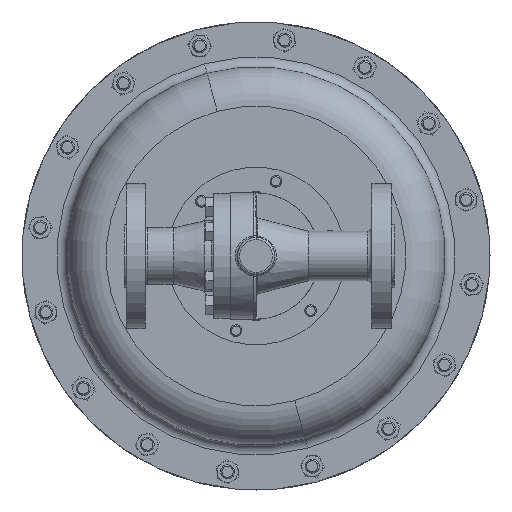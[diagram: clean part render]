
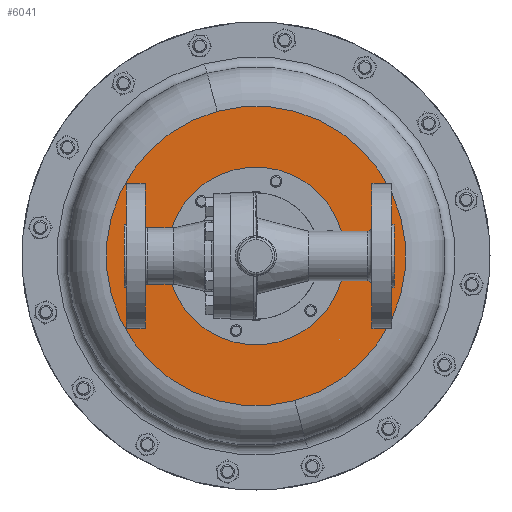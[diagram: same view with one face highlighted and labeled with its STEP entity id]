
A CAD part, front view. The second image highlights one B-rep face of the part: STEP entity #6041.
In plain terms, the highlighted planar face has unit normal (0, -1, 0).
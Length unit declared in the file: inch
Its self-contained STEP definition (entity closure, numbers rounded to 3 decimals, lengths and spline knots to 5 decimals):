
#292 = CARTESIAN_POINT ( 'NONE',  ( 0., 6.4725, 0. ) ) ;
#375 = VERTEX_POINT ( 'NONE', #13554 ) ;
#957 = ORIENTED_EDGE ( 'NONE', *, *, #14493, .F. ) ;
#1822 = AXIS2_PLACEMENT_3D ( 'NONE', #23121, #9634, #25439 ) ;
#2575 = DIRECTION ( 'NONE',  ( 0.259, 0., -0.966 ) ) ;
#3017 = CIRCLE ( 'NONE', #7175, 4. ) ;
#4311 = CARTESIAN_POINT ( 'NONE',  ( 1.03528, 6.4725, -3.8637 ) ) ;
#4879 = DIRECTION ( 'NONE',  ( 0., 1., 0. ) ) ;
#5326 = ORIENTED_EDGE ( 'NONE', *, *, #22082, .F. ) ;
#5627 = CIRCLE ( 'NONE', #21745, 2.375 ) ;
#6041 = ADVANCED_FACE ( 'NONE', ( #19888, #8594 ), #6225, .T. ) ;
#6225 = PLANE ( 'NONE',  #8139 ) ;
#7175 = AXIS2_PLACEMENT_3D ( 'NONE', #292, #16061, #2575 ) ;
#8139 = AXIS2_PLACEMENT_3D ( 'NONE', #26520, #8521, #24300 ) ;
#8521 = DIRECTION ( 'NONE',  ( 0., -1., 0. ) ) ;
#8594 = FACE_BOUND ( 'NONE', #10197, .T. ) ;
#9468 = CARTESIAN_POINT ( 'NONE',  ( 0., 6.4725, 0. ) ) ;
#9586 = EDGE_CURVE ( 'NONE', #24345, #375, #5627, .T. ) ;
#9634 = DIRECTION ( 'NONE',  ( 0., 1., 0. ) ) ;
#10197 = EDGE_LOOP ( 'NONE', ( #23984, #11763 ) ) ;
#11763 = ORIENTED_EDGE ( 'NONE', *, *, #9586, .T. ) ;
#11766 = DIRECTION ( 'NONE',  ( -0.707, 0., -0.707 ) ) ;
#13554 = CARTESIAN_POINT ( 'NONE',  ( 1.67938, 6.4725, 1.67938 ) ) ;
#14041 = AXIS2_PLACEMENT_3D ( 'NONE', #18396, #4879, #20639 ) ;
#14493 = EDGE_CURVE ( 'NONE', #23332, #18038, #3017, .T. ) ;
#16061 = DIRECTION ( 'NONE',  ( 0., 1., 0. ) ) ;
#18038 = VERTEX_POINT ( 'NONE', #4311 ) ;
#18396 = CARTESIAN_POINT ( 'NONE',  ( 0., 6.4725, 0. ) ) ;
#19712 = CARTESIAN_POINT ( 'NONE',  ( -1.03528, 6.4725, 3.8637 ) ) ;
#19888 = FACE_OUTER_BOUND ( 'NONE', #28592, .T. ) ;
#20639 = DIRECTION ( 'NONE',  ( -0.707, 0., -0.707 ) ) ;
#21313 = CIRCLE ( 'NONE', #14041, 2.375 ) ;
#21745 = AXIS2_PLACEMENT_3D ( 'NONE', #9468, #25287, #11766 ) ;
#22082 = EDGE_CURVE ( 'NONE', #18038, #23332, #24769, .T. ) ;
#23121 = CARTESIAN_POINT ( 'NONE',  ( 0., 6.4725, 0. ) ) ;
#23332 = VERTEX_POINT ( 'NONE', #19712 ) ;
#23984 = ORIENTED_EDGE ( 'NONE', *, *, #28346, .T. ) ;
#24300 = DIRECTION ( 'NONE',  ( -0.259, 0., 0.966 ) ) ;
#24345 = VERTEX_POINT ( 'NONE', #26578 ) ;
#24769 = CIRCLE ( 'NONE', #1822, 4. ) ;
#25287 = DIRECTION ( 'NONE',  ( 0., 1., 0. ) ) ;
#25439 = DIRECTION ( 'NONE',  ( 0.259, 0., -0.966 ) ) ;
#26520 = CARTESIAN_POINT ( 'NONE',  ( -3.8637, 6.4725, -1.03528 ) ) ;
#26578 = CARTESIAN_POINT ( 'NONE',  ( -1.67938, 6.4725, -1.67938 ) ) ;
#28346 = EDGE_CURVE ( 'NONE', #375, #24345, #21313, .T. ) ;
#28592 = EDGE_LOOP ( 'NONE', ( #5326, #957 ) ) ;
